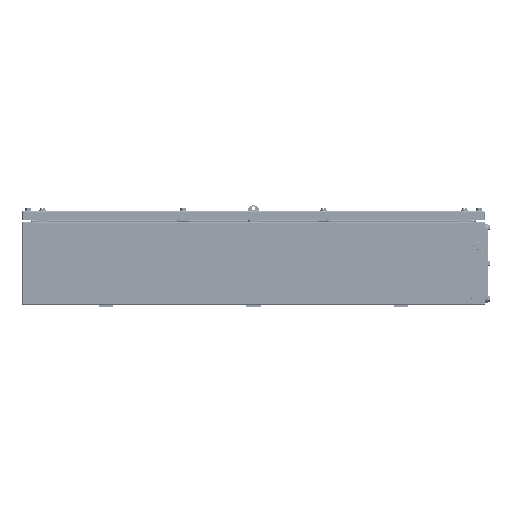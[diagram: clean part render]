
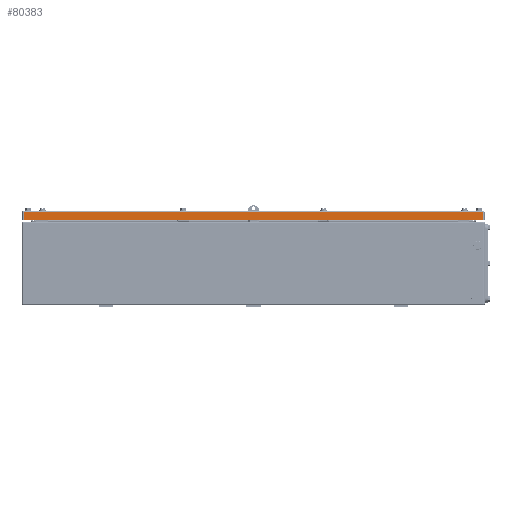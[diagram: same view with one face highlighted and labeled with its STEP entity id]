
A CAD part, left-side view. The second image highlights one B-rep face of the part: STEP entity #80383.
In plain terms, the highlighted planar face has unit normal (-1, 0, 0).
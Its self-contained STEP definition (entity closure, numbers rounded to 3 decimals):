
#80356=AXIS2_PLACEMENT_3D('Plane Axis2P3D',#80353,#80354,#80355) ;
#80126=CARTESIAN_POINT('Vertex',(41.,987.5,200.5)) ;
#80129=CARTESIAN_POINT('Line Origine',(41.,503.1,200.5)) ;
#80133=CARTESIAN_POINT('Vertex',(41.,14.5,200.5)) ;
#80353=CARTESIAN_POINT('Axis2P3D Location',(41.,11.5,183.5)) ;
#80358=CARTESIAN_POINT('Line Origine',(41.,987.5,192.)) ;
#80362=CARTESIAN_POINT('Vertex',(41.,987.5,183.5)) ;
#80365=CARTESIAN_POINT('Line Origine',(41.,501.,183.5)) ;
#80369=CARTESIAN_POINT('Vertex',(41.,14.5,183.5)) ;
#80372=CARTESIAN_POINT('Line Origine',(41.,14.5,192.)) ;
#80130=DIRECTION('Vector Direction',(0.,-1.,0.)) ;
#80354=DIRECTION('Axis2P3D Direction',(1.,0.,0.)) ;
#80355=DIRECTION('Axis2P3D XDirection',(0.,1.,0.)) ;
#80359=DIRECTION('Vector Direction',(0.,0.,1.)) ;
#80366=DIRECTION('Vector Direction',(0.,1.,0.)) ;
#80373=DIRECTION('Vector Direction',(0.,0.,1.)) ;
#80131=VECTOR('Line Direction',#80130,1.) ;
#80360=VECTOR('Line Direction',#80359,1.) ;
#80367=VECTOR('Line Direction',#80366,1.) ;
#80374=VECTOR('Line Direction',#80373,1.) ;
#80378=ORIENTED_EDGE('',*,*,#80135,.F.) ;
#80379=ORIENTED_EDGE('',*,*,#80364,.F.) ;
#80380=ORIENTED_EDGE('',*,*,#80371,.T.) ;
#80381=ORIENTED_EDGE('',*,*,#80376,.T.) ;
#80383=ADVANCED_FACE('ZUB_KTB_MH_987420_3GP_AllCATPart.2\\ZUB_DE_KTB_MH_980x740.1\\DE_KTB_MH_PART_MASTER.1\\Koerper.2',(#80382),#80357,.F.) ;
#80135=EDGE_CURVE('',#80127,#80134,#80132,.T.) ;
#80364=EDGE_CURVE('',#80363,#80127,#80361,.T.) ;
#80371=EDGE_CURVE('',#80363,#80370,#80368,.F.) ;
#80376=EDGE_CURVE('',#80370,#80134,#80375,.T.) ;
#80377=EDGE_LOOP('',(#80378,#80379,#80380,#80381)) ;
#80382=FACE_OUTER_BOUND('',#80377,.T.) ;
#80132=LINE('Line',#80129,#80131) ;
#80361=LINE('Line',#80358,#80360) ;
#80368=LINE('Line',#80365,#80367) ;
#80375=LINE('Line',#80372,#80374) ;
#80357=PLANE('',#80356) ;
#80127=VERTEX_POINT('',#80126) ;
#80134=VERTEX_POINT('',#80133) ;
#80363=VERTEX_POINT('',#80362) ;
#80370=VERTEX_POINT('',#80369) ;
